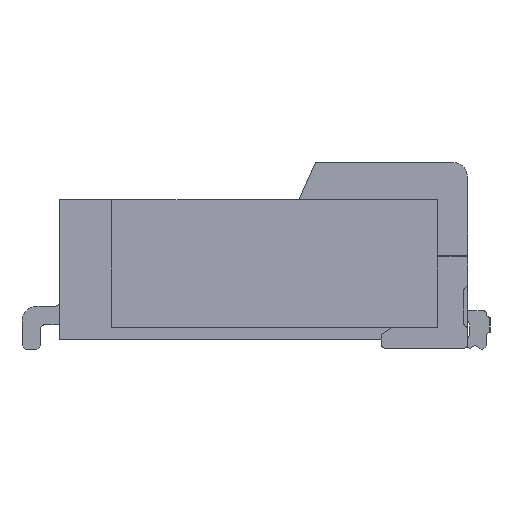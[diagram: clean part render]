
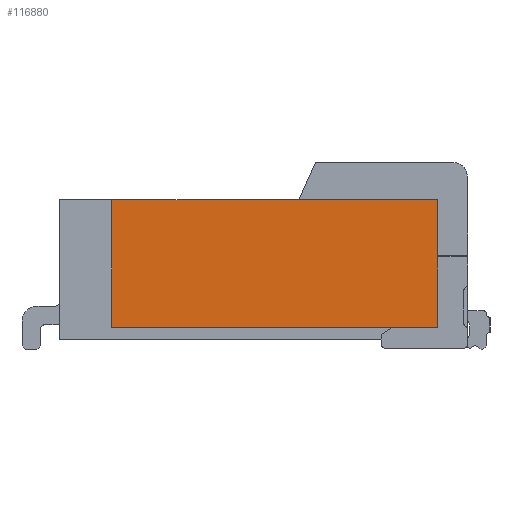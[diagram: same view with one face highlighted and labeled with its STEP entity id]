
A CAD part, left-side view. The second image highlights one B-rep face of the part: STEP entity #116880.
In plain terms, the highlighted planar face has unit normal (-1, 0, 0).
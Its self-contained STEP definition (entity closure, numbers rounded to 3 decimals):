
#6380=CARTESIAN_POINT('',(0.,-5.55,
0.28));
#6390=VERTEX_POINT('',#6380);
#6420=CARTESIAN_POINT('',(0.,-5.55,
-269.996));
#6430=DIRECTION('',(0.,0.,-1.));
#6440=VECTOR('',#6430,1.);
#6450=LINE('',#6420,#6440);
#6460=CARTESIAN_POINT('',(0.,-5.55,
1.98));
#6470=VERTEX_POINT('',#6460);
#6480=EDGE_CURVE('',#6470,#6390,#6450,.T.);
#6760=CARTESIAN_POINT('',(0.,-1.2,
0.28));
#6770=VERTEX_POINT('',#6760);
#6850=CARTESIAN_POINT('',(0.,-1.2,
1.98));
#6860=VERTEX_POINT('',#6850);
#6890=CARTESIAN_POINT('',(0.,-1.2,
-857.572));
#6900=DIRECTION('',(0.,0.,1.));
#6910=VECTOR('',#6900,1.);
#6920=LINE('',#6890,#6910);
#6930=EDGE_CURVE('',#6770,#6860,#6920,.T.);
#7050=CARTESIAN_POINT('',(0.,-1.35,
0.28));
#7060=DIRECTION('',(0.,1.,0.));
#7070=VECTOR('',#7060,1.);
#7080=LINE('',#7050,#7070);
#7090=EDGE_CURVE('',#6390,#6770,#7080,.T.);
#116720=CARTESIAN_POINT('',(0.,-1.35,
0.28));
#116730=DIRECTION('',(1.,0.,0.));
#116740=DIRECTION('',(0.,0.,1.));
#116750=AXIS2_PLACEMENT_3D('',#116720,#116730,#116740);
#116760=PLANE('',#116750);
#116770=ORIENTED_EDGE('',*,*,#7090,.F.);
#116780=ORIENTED_EDGE('',*,*,#6930,.F.);
#116790=CARTESIAN_POINT('',(0.,-1.35,
1.98));
#116800=DIRECTION('',(0.,1.,0.));
#116810=VECTOR('',#116800,1.);
#116820=LINE('',#116790,#116810);
#116830=EDGE_CURVE('',#6470,#6860,#116820,.T.);
#116840=ORIENTED_EDGE('',*,*,#116830,.T.);
#116850=ORIENTED_EDGE('',*,*,#6480,.F.);
#116860=EDGE_LOOP('',(#116850,#116840,#116780,#116770));
#116870=FACE_OUTER_BOUND('',#116860,.T.);
#116880=ADVANCED_FACE('',(#116870),#116760,.F.);
